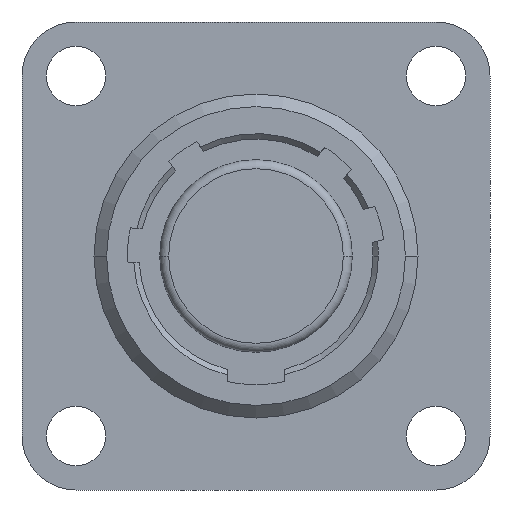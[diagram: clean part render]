
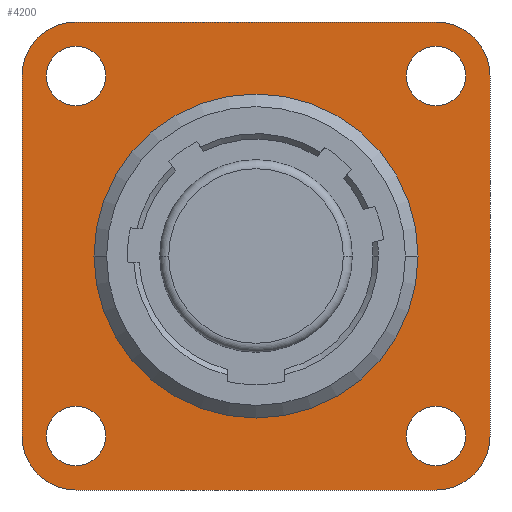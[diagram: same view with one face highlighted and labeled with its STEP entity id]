
A CAD part, left-side view. The second image highlights one B-rep face of the part: STEP entity #4200.
In plain terms, the highlighted planar face has unit normal (-1, 0, 0).
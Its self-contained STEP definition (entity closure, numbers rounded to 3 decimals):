
#2700=CARTESIAN_POINT('',(10.5,18.227,0.));
#2710=DIRECTION('',(-1.,0.,0.));
#2720=DIRECTION('',(0.,1.,0.));
#2730=AXIS2_PLACEMENT_3D('',#2700,#2710,#2720);
#2740=PLANE('',#2730);
#2750=CARTESIAN_POINT('',(10.5,13.,0.));
#2760=DIRECTION('',(0.,0.,1.));
#2770=VECTOR('',#2760,1.);
#2780=LINE('',#2750,#2770);
#2790=CARTESIAN_POINT('',(10.5,13.,-10.));
#2800=VERTEX_POINT('',#2790);
#2810=CARTESIAN_POINT('',(10.5,13.,10.));
#2820=VERTEX_POINT('',#2810);
#2830=EDGE_CURVE('',#2800,#2820,#2780,.T.);
#2840=ORIENTED_EDGE('',*,*,#2830,.F.);
#2850=CARTESIAN_POINT('',(10.5,10.,10.));
#2860=DIRECTION('',(-1.,0.,0.));
#2870=DIRECTION('',(0.,0.,1.));
#2880=AXIS2_PLACEMENT_3D('',#2850,#2860,#2870);
#2890=CIRCLE('',#2880,3.);
#2900=CARTESIAN_POINT('',(10.5,10.,13.));
#2910=VERTEX_POINT('',#2900);
#2920=EDGE_CURVE('',#2910,#2820,#2890,.T.);
#2930=ORIENTED_EDGE('',*,*,#2920,.T.);
#2940=CARTESIAN_POINT('',(10.5,0.,13.));
#2950=DIRECTION('',(0.,-1.,0.));
#2960=VECTOR('',#2950,1.);
#2970=LINE('',#2940,#2960);
#2980=CARTESIAN_POINT('',(10.5,-10.,13.));
#2990=VERTEX_POINT('',#2980);
#3000=EDGE_CURVE('',#2910,#2990,#2970,.T.);
#3010=ORIENTED_EDGE('',*,*,#3000,.F.);
#3020=CARTESIAN_POINT('',(10.5,-10.,10.));
#3030=DIRECTION('',(-1.,0.,0.));
#3040=DIRECTION('',(0.,0.,1.));
#3050=AXIS2_PLACEMENT_3D('',#3020,#3030,#3040);
#3060=CIRCLE('',#3050,3.);
#3070=CARTESIAN_POINT('',(10.5,-13.,10.));
#3080=VERTEX_POINT('',#3070);
#3090=EDGE_CURVE('',#3080,#2990,#3060,.T.);
#3100=ORIENTED_EDGE('',*,*,#3090,.T.);
#3110=CARTESIAN_POINT('',(10.5,-13.,0.));
#3120=DIRECTION('',(0.,0.,-1.));
#3130=VECTOR('',#3120,1.);
#3140=LINE('',#3110,#3130);
#3150=CARTESIAN_POINT('',(10.5,-13.,-10.));
#3160=VERTEX_POINT('',#3150);
#3170=EDGE_CURVE('',#3080,#3160,#3140,.T.);
#3180=ORIENTED_EDGE('',*,*,#3170,.F.);
#3190=CARTESIAN_POINT('',(10.5,-10.,-10.));
#3200=DIRECTION('',(-1.,0.,0.));
#3210=DIRECTION('',(0.,0.,1.));
#3220=AXIS2_PLACEMENT_3D('',#3190,#3200,#3210);
#3230=CIRCLE('',#3220,3.);
#3240=CARTESIAN_POINT('',(10.5,-10.,-13.));
#3250=VERTEX_POINT('',#3240);
#3260=EDGE_CURVE('',#3250,#3160,#3230,.T.);
#3270=ORIENTED_EDGE('',*,*,#3260,.T.);
#3280=CARTESIAN_POINT('',(10.5,0.,-13.));
#3290=DIRECTION('',(0.,1.,0.));
#3300=VECTOR('',#3290,1.);
#3310=LINE('',#3280,#3300);
#3320=CARTESIAN_POINT('',(10.5,10.,-13.));
#3330=VERTEX_POINT('',#3320);
#3340=EDGE_CURVE('',#3250,#3330,#3310,.T.);
#3350=ORIENTED_EDGE('',*,*,#3340,.F.);
#3360=CARTESIAN_POINT('',(10.5,10.,-10.));
#3370=DIRECTION('',(-1.,0.,0.));
#3380=DIRECTION('',(0.,0.,1.));
#3390=AXIS2_PLACEMENT_3D('',#3360,#3370,#3380);
#3400=CIRCLE('',#3390,3.);
#3410=EDGE_CURVE('',#2800,#3330,#3400,.T.);
#3420=ORIENTED_EDGE('',*,*,#3410,.T.);
#3430=EDGE_LOOP('',(#3420,#3350,#3270,#3180,#3100,#3010,#2930,#2840));
#3440=FACE_OUTER_BOUND('',#3430,.T.);
#3450=CARTESIAN_POINT('',(10.5,0.,0.));
#3460=DIRECTION('',(1.,0.,0.));
#3470=DIRECTION('',(0.,1.,0.));
#3480=AXIS2_PLACEMENT_3D('',#3450,#3460,#3470);
#3490=CIRCLE('',#3480,9.);
#3500=CARTESIAN_POINT('',(10.5,9.,0.));
#3510=VERTEX_POINT('',#3500);
#3520=CARTESIAN_POINT('',(10.5,-9.,0.));
#3530=VERTEX_POINT('',#3520);
#3540=EDGE_CURVE('',#3510,#3530,#3490,.T.);
#3550=ORIENTED_EDGE('',*,*,#3540,.T.);
#3560=EDGE_CURVE('',#3530,#3510,#3490,.T.);
#3570=ORIENTED_EDGE('',*,*,#3560,.T.);
#3580=EDGE_LOOP('',(#3570,#3550));
#3590=FACE_BOUND('',#3580,.T.);
#3600=CARTESIAN_POINT('',(10.5,10.,-10.));
#3610=DIRECTION('',(1.,0.,0.));
#3620=DIRECTION('',(0.,0.,-1.));
#3630=AXIS2_PLACEMENT_3D('',#3600,#3610,#3620);
#3640=CIRCLE('',#3630,1.65);
#3650=CARTESIAN_POINT('',(10.5,10.,-11.65));
#3660=VERTEX_POINT('',#3650);
#3670=CARTESIAN_POINT('',(10.5,10.,-8.35));
#3680=VERTEX_POINT('',#3670);
#3690=EDGE_CURVE('',#3660,#3680,#3640,.T.);
#3700=ORIENTED_EDGE('',*,*,#3690,.T.);
#3710=EDGE_CURVE('',#3680,#3660,#3640,.T.);
#3720=ORIENTED_EDGE('',*,*,#3710,.T.);
#3730=EDGE_LOOP('',(#3720,#3700));
#3740=FACE_BOUND('',#3730,.T.);
#3750=CARTESIAN_POINT('',(10.5,10.,10.));
#3760=DIRECTION('',(-1.,0.,0.));
#3770=DIRECTION('',(0.,0.,1.));
#3780=AXIS2_PLACEMENT_3D('',#3750,#3760,#3770);
#3790=CIRCLE('',#3780,1.65);
#3800=CARTESIAN_POINT('',(10.5,10.,11.65));
#3810=VERTEX_POINT('',#3800);
#3820=CARTESIAN_POINT('',(10.5,10.,8.35));
#3830=VERTEX_POINT('',#3820);
#3840=EDGE_CURVE('',#3810,#3830,#3790,.T.);
#3850=ORIENTED_EDGE('',*,*,#3840,.F.);
#3860=EDGE_CURVE('',#3830,#3810,#3790,.T.);
#3870=ORIENTED_EDGE('',*,*,#3860,.F.);
#3880=EDGE_LOOP('',(#3870,#3850));
#3890=FACE_BOUND('',#3880,.T.);
#3900=CARTESIAN_POINT('',(10.5,-10.,10.));
#3910=DIRECTION('',(1.,0.,0.));
#3920=DIRECTION('',(0.,0.,1.));
#3930=AXIS2_PLACEMENT_3D('',#3900,#3910,#3920);
#3940=CIRCLE('',#3930,1.65);
#3950=CARTESIAN_POINT('',(10.5,-10.,11.65));
#3960=VERTEX_POINT('',#3950);
#3970=CARTESIAN_POINT('',(10.5,-10.,8.35));
#3980=VERTEX_POINT('',#3970);
#3990=EDGE_CURVE('',#3960,#3980,#3940,.T.);
#4000=ORIENTED_EDGE('',*,*,#3990,.T.);
#4010=EDGE_CURVE('',#3980,#3960,#3940,.T.);
#4020=ORIENTED_EDGE('',*,*,#4010,.T.);
#4030=EDGE_LOOP('',(#4020,#4000));
#4040=FACE_BOUND('',#4030,.T.);
#4050=CARTESIAN_POINT('',(10.5,-10.,-10.));
#4060=DIRECTION('',(-1.,0.,0.));
#4070=DIRECTION('',(0.,0.,-1.));
#4080=AXIS2_PLACEMENT_3D('',#4050,#4060,#4070);
#4090=CIRCLE('',#4080,1.65);
#4100=CARTESIAN_POINT('',(10.5,-10.,-11.65));
#4110=VERTEX_POINT('',#4100);
#4120=CARTESIAN_POINT('',(10.5,-10.,-8.35));
#4130=VERTEX_POINT('',#4120);
#4140=EDGE_CURVE('',#4110,#4130,#4090,.T.);
#4150=ORIENTED_EDGE('',*,*,#4140,.F.);
#4160=EDGE_CURVE('',#4130,#4110,#4090,.T.);
#4170=ORIENTED_EDGE('',*,*,#4160,.F.);
#4180=EDGE_LOOP('',(#4170,#4150));
#4190=FACE_BOUND('',#4180,.T.);
#4200=ADVANCED_FACE('',(#3440,#3590,#3740,#3890,#4040,#4190),#2740,.T.);
